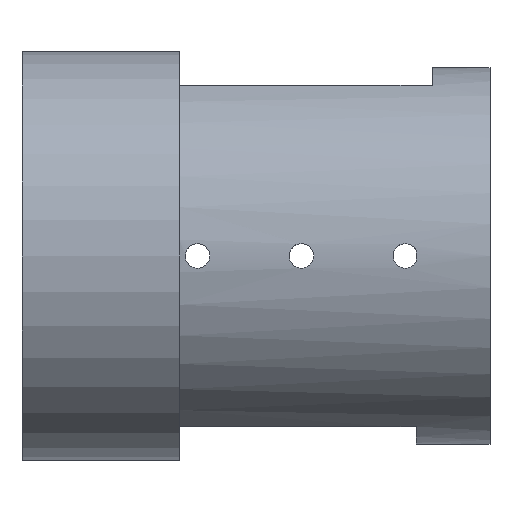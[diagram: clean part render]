
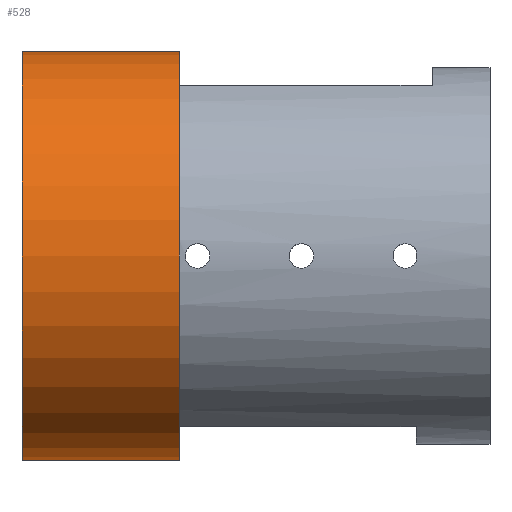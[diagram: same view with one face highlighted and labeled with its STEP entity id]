
A CAD part, front view. The second image highlights one B-rep face of the part: STEP entity #528.
In plain terms, the highlighted cylindrical face has radius 25 mm (diameter 50 mm), a full revolution.
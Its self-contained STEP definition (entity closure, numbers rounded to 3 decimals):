
#41=LINE('',#819,#76);
#76=VECTOR('',#661,32.);
#111=CYLINDRICAL_SURFACE('',#587,25.);
#143=FACE_OUTER_BOUND('',#173,.T.);
#173=EDGE_LOOP('',(#369,#370,#371,#372));
#216=CIRCLE('',#585,25.);
#218=CIRCLE('',#588,25.);
#244=VERTEX_POINT('',#812);
#246=VERTEX_POINT('',#817);
#294=EDGE_CURVE('',#244,#244,#216,.F.);
#296=EDGE_CURVE('',#246,#246,#218,.F.);
#297=EDGE_CURVE('',#246,#244,#41,.T.);
#369=ORIENTED_EDGE('',*,*,#296,.F.);
#370=ORIENTED_EDGE('',*,*,#297,.T.);
#371=ORIENTED_EDGE('',*,*,#294,.F.);
#372=ORIENTED_EDGE('',*,*,#297,.F.);
#528=ADVANCED_FACE('',(#143),#111,.T.);
#585=AXIS2_PLACEMENT_3D('',#813,#653,#654);
#587=AXIS2_PLACEMENT_3D('',#816,#657,#658);
#588=AXIS2_PLACEMENT_3D('',#818,#659,#660);
#653=DIRECTION('center_axis',(1.,0.,0.));
#654=DIRECTION('ref_axis',(0.,0.,1.));
#657=DIRECTION('center_axis',(1.,0.,0.));
#658=DIRECTION('ref_axis',(0.,0.,1.));
#659=DIRECTION('center_axis',(-1.,0.,0.));
#660=DIRECTION('ref_axis',(0.,0.,1.));
#661=DIRECTION('',(-1.,0.,0.));
#812=CARTESIAN_POINT('',(-53.2,0.,-25.));
#813=CARTESIAN_POINT('Origin',(-53.2,0.,0.));
#816=CARTESIAN_POINT('Origin',(-37.,0.,0.));
#817=CARTESIAN_POINT('',(-34.,0.,-25.));
#818=CARTESIAN_POINT('Origin',(-34.,0.,0.));
#819=CARTESIAN_POINT('',(-37.,0.,-25.));
